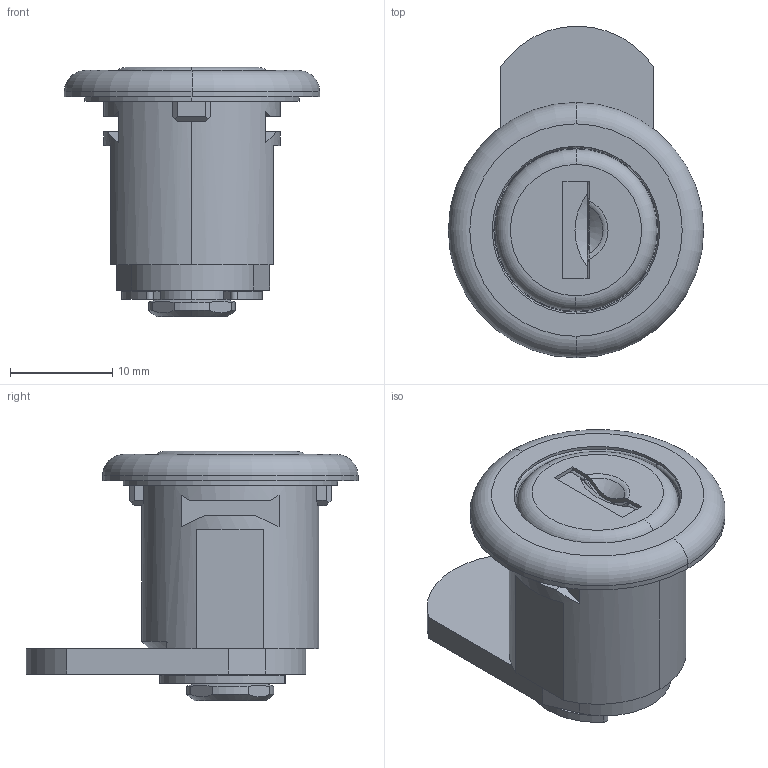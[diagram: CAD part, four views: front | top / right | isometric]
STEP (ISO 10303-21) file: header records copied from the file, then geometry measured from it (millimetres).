
FILE_DESCRIPTION((''),'2;1');
FILE_NAME('CTS_6240_ASM_ASM','2022-03-03T13:45:12',('jncu'),(''),'CREO PARAMETRIC BY PTC INC, 2018500','CREO PARAMETRIC BY PTC INC, 2018500','');
FILE_SCHEMA(('CONFIG_CONTROL_DESIGN'));
Length unit declared in the file: millimetre
Products named in the file (9): 251302_AF0_1; 245114_AF0_1; 127017_AF0_1; 127050_AF0_1; 126111_AF0_1; DIV0065_1; 135502_1; CTS_6240_ASM_1_ASM; CTS_6240_ASM_ASM
Assembly tree (8 placements, depth 3):
  CTS_6240_ASM_ASM
    CTS_6240_ASM_1_ASM
      251302_AF0_1
      245114_AF0_1
      127017_AF0_1
      127050_AF0_1
      126111_AF0_1
      DIV0065_1
      135502_1
Bounding box: 25 x 32.5 x 24.4 mm (x, y, z)
Volume: 7808.7 mm3; surface area: 6065.5 mm2
Topology: 7 solids, 7 shells, 254 faces, 772 edges, 535 vertices
Faces by surface type: plane 126, cylinder 82, torus 22, bspline 10, cone 8, sphere 6
Entity records: 10041 total; most frequent: CARTESIAN_POINT 2692, DIRECTION 1568, ORIENTED_EDGE 1536, EDGE_CURVE 768, AXIS2_PLACEMENT_3D 603, VERTEX_POINT 535, VECTOR 362, LINE 362
